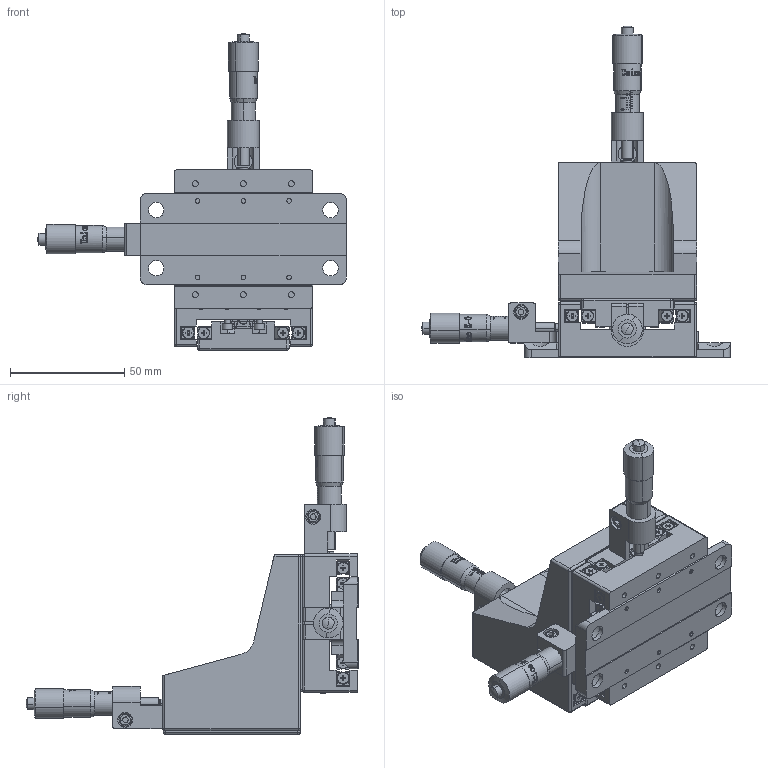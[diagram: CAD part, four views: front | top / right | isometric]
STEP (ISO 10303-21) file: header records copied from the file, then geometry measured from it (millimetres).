
FILE_DESCRIPTION (( 'STEP AP214' ), '1' );
FILE_NAME ('06CTS-3R.STEP', '2018-05-30T03:12:02', ( '' ), ( '' ), 'SwSTEP 2.0', 'SolidWorks 2016', '' );
FILE_SCHEMA (( 'AUTOMOTIVE_DESIGN' ));
Length unit declared in the file: millimetre
Products named in the file (1): 06CTS-3R
Bounding box: 134.9 x 145.15 x 138.6 mm (x, y, z)
Surface area: 84864.9 mm2 (no closed solid volume)
Topology: 0 solids, 116 shells, 1318 faces, 5930 edges, 4530 vertices
Faces by surface type: plane 795, cylinder 337, cone 120, torus 34, sphere 18, bspline 14
Entity records: 87278 total; most frequent: CARTESIAN_POINT 26597, DIRECTION 9081, ORIENTED_EDGE 8564, EDGE_CURVE 5906, VERTEX_POINT 4530, VECTOR 3237, LINE 3237, AXIS2_PLACEMENT_3D 2922
